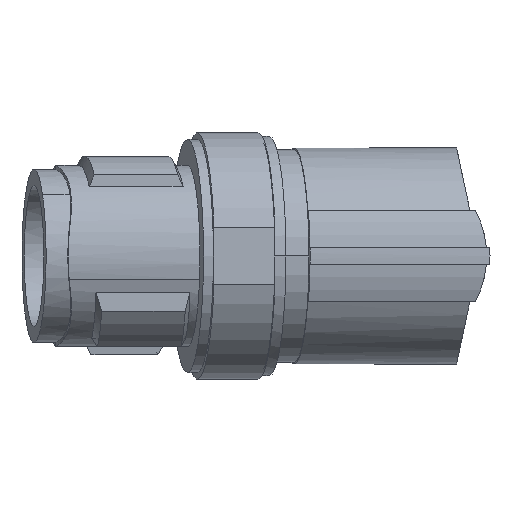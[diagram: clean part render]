
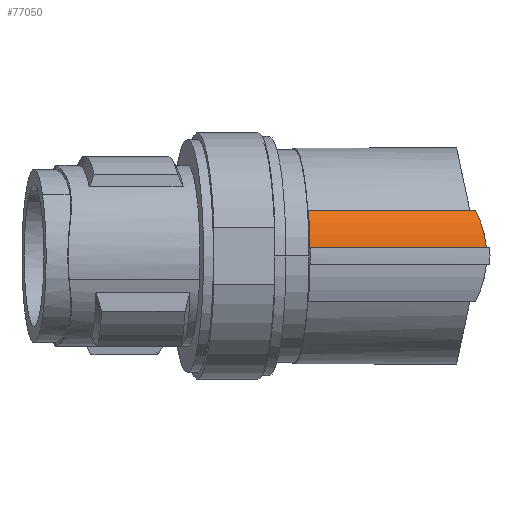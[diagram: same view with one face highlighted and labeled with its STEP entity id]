
A CAD part, left-side view. The second image highlights one B-rep face of the part: STEP entity #77050.
In plain terms, the highlighted cylindrical face has radius 6.8 mm (diameter 13.6 mm), a partial arc.
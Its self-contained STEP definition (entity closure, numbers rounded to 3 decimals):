
#52630=CARTESIAN_POINT('',(-33.855,4.8,
2.75));
#52640=VERTEX_POINT('',#52630);
#52670=CARTESIAN_POINT('',(-27.696,5.666,
0.));
#52680=DIRECTION('',(0.139,-0.99,
0.));
#52690=DIRECTION('',(0.99,0.139,
0.));
#52700=AXIS2_PLACEMENT_3D('',#52670,#52680,#52690);
#52710=CIRCLE('',#52700,6.8);
#52720=CARTESIAN_POINT('',(-34.412,4.722,
0.5));
#52730=VERTEX_POINT('',#52720);
#52740=EDGE_CURVE('',#52640,#52730,#52710,.T.);
#73830=CARTESIAN_POINT('',(-32.447,-5.22,
2.75));
#73840=VERTEX_POINT('',#73830);
#73870=CARTESIAN_POINT('',(-33.855,4.8,
2.75));
#73880=DIRECTION('',(0.139,-0.99,
0.));
#73890=VECTOR('',#73880,1.);
#73900=LINE('',#73870,#73890);
#73910=EDGE_CURVE('',#52640,#73840,#73900,.T.);
#76150=CARTESIAN_POINT('',(-34.412,4.722,
0.5));
#76160=DIRECTION('',(0.139,-0.99,
0.));
#76170=VECTOR('',#76160,1.);
#76180=LINE('',#76150,#76170);
#76190=CARTESIAN_POINT('',(-32.922,-5.879,
0.5));
#76200=VERTEX_POINT('',#76190);
#76210=EDGE_CURVE('',#52730,#76200,#76180,.T.);
#76580=CARTESIAN_POINT('',(-27.696,5.666,
0.));
#76590=DIRECTION('',(0.139,-0.99,
0.));
#76600=DIRECTION('',(0.99,0.139,
0.));
#76610=AXIS2_PLACEMENT_3D('',#76580,#76590,#76600);
#76620=CYLINDRICAL_SURFACE('',#76610,6.8);
#76630=ORIENTED_EDGE('',*,*,#76210,.T.);
#76640=ORIENTED_EDGE('',*,*,#52740,.T.);
#76650=ORIENTED_EDGE('',*,*,#73910,.F.);
#76660=CARTESIAN_POINT('',(-13.657,0.,
0.));
#76670=DIRECTION('',(1.,0.,0.));
#76680=DIRECTION('',(0.,0.,1.));
#76690=AXIS2_PLACEMENT_3D('',#76660,#76670,#76680);
#76700=CYLINDRICAL_SURFACE('',#76690,5.9);
#76710=CARTESIAN_POINT('',(-32.922,-5.879,
0.5));
#76720=CARTESIAN_POINT('',(-32.919,-5.875,
0.55));
#76730=CARTESIAN_POINT('',(-32.915,-5.87,
0.6));
#76740=CARTESIAN_POINT('',(-32.911,-5.864,
0.65));
#76750=CARTESIAN_POINT('',(-32.907,-5.859,
0.699));
#76760=CARTESIAN_POINT('',(-32.903,-5.852,
0.749));
#76770=CARTESIAN_POINT('',(-32.898,-5.846,
0.798));
#76780=CARTESIAN_POINT('',(-32.888,-5.832,
0.897));
#76790=CARTESIAN_POINT('',(-32.876,-5.816,
0.996));
#76800=CARTESIAN_POINT('',(-32.862,-5.798,
1.094));
#76810=CARTESIAN_POINT('',(-32.849,-5.779,
1.192));
#76820=CARTESIAN_POINT('',(-32.834,-5.758,
1.289));
#76830=CARTESIAN_POINT('',(-32.817,-5.735,
1.385));
#76840=CARTESIAN_POINT('',(-32.8,-5.712,
1.481));
#76850=CARTESIAN_POINT('',(-32.781,-5.686,
1.577));
#76860=CARTESIAN_POINT('',(-32.761,-5.658,
1.671));
#76870=CARTESIAN_POINT('',(-32.741,-5.631,
1.765));
#76880=CARTESIAN_POINT('',(-32.719,-5.6,
1.859));
#76890=CARTESIAN_POINT('',(-32.695,-5.568,
1.951));
#76900=CARTESIAN_POINT('',(-32.672,-5.536,
2.044));
#76910=CARTESIAN_POINT('',(-32.647,-5.501,
2.135));
#76920=CARTESIAN_POINT('',(-32.621,-5.464,
2.225));
#76930=CARTESIAN_POINT('',(-32.594,-5.428,
2.315));
#76940=CARTESIAN_POINT('',(-32.567,-5.389,
2.404));
#76950=CARTESIAN_POINT('',(-32.538,-5.348,
2.492));
#76960=CARTESIAN_POINT('',(-32.508,-5.307,
2.579));
#76970=CARTESIAN_POINT('',(-32.478,-5.265,
2.665));
#76980=CARTESIAN_POINT('',(-32.447,-5.22,
2.75));
#76990=B_SPLINE_CURVE_WITH_KNOTS('',3,(#76710,#76720,#76730,#76740,
#76750,#76760,#76770,#76780,#76790,#76800,#76810,#76820,#76830,#76840,
#76850,#76860,#76870,#76880,#76890,#76900,#76910,#76920,#76930,#76940,
#76950,#76960,#76970,#76980),.UNSPECIFIED.,.F.,.F.,(4,3,3,3,3,3,3,3,3,4)
,(0.,0.151,0.301,0.603,
0.904,1.206,1.507,1.809,
2.112,2.414),.UNSPECIFIED.);
#77000=SURFACE_CURVE('',#76990,(#76620,#76700),.CURVE_3D.);
#77010=EDGE_CURVE('',#76200,#73840,#77000,.T.);
#77020=ORIENTED_EDGE('',*,*,#77010,.T.);
#77030=EDGE_LOOP('',(#77020,#76650,#76640,#76630));
#77040=FACE_OUTER_BOUND('',#77030,.T.);
#77050=ADVANCED_FACE('',(#77040),#76620,.T.);
